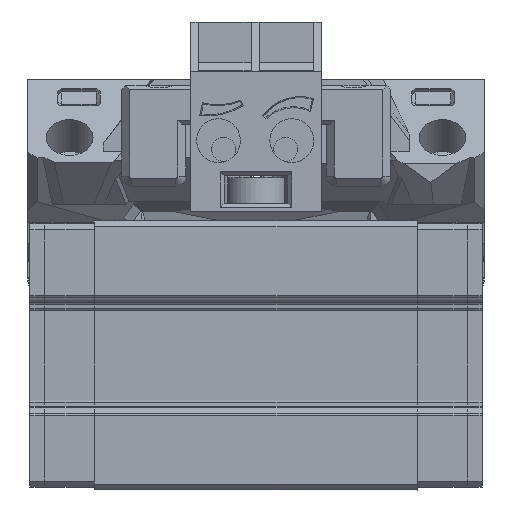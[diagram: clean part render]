
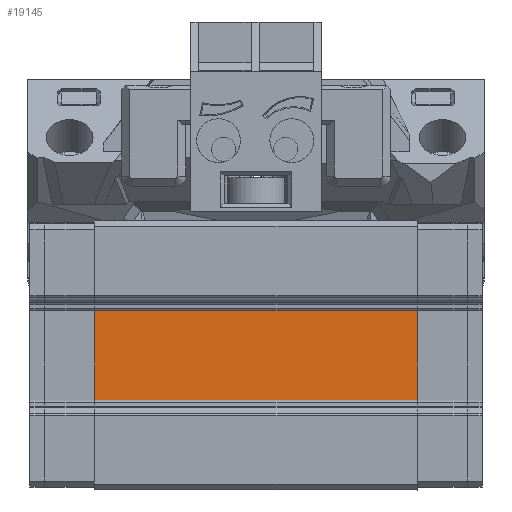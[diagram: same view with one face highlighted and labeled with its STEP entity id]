
A CAD part, front view. The second image highlights one B-rep face of the part: STEP entity #19145.
In plain terms, the highlighted face is planar.
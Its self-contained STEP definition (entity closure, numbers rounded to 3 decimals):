
#1246=PLANE('',#20713);
#2381=FACE_OUTER_BOUND('',#3645,.T.);
#3645=EDGE_LOOP('',(#16590,#16591,#16592,#16593));
#5469=LINE('',#32685,#7538);
#5525=LINE('',#32866,#7594);
#5526=LINE('',#32869,#7595);
#5527=LINE('',#32870,#7596);
#7538=VECTOR('',#24976,1.);
#7594=VECTOR('',#25170,1.);
#7595=VECTOR('',#25173,1.);
#7596=VECTOR('',#25174,1.);
#9481=VERTEX_POINT('',#32682);
#9482=VERTEX_POINT('',#32684);
#9538=VERTEX_POINT('',#32864);
#9539=VERTEX_POINT('',#32868);
#11887=EDGE_CURVE('',#9481,#9482,#5469,.T.);
#11975=EDGE_CURVE('',#9481,#9538,#5525,.T.);
#11976=EDGE_CURVE('',#9539,#9538,#5526,.T.);
#11977=EDGE_CURVE('',#9482,#9539,#5527,.T.);
#16590=ORIENTED_EDGE('',*,*,#11976,.F.);
#16591=ORIENTED_EDGE('',*,*,#11977,.F.);
#16592=ORIENTED_EDGE('',*,*,#11887,.F.);
#16593=ORIENTED_EDGE('',*,*,#11975,.T.);
#19145=ADVANCED_FACE('',(#2381),#1246,.F.);
#20713=AXIS2_PLACEMENT_3D('',#32867,#25171,#25172);
#24976=DIRECTION('',(0.,-1.,0.));
#25170=DIRECTION('',(1.,0.,0.));
#25171=DIRECTION('center_axis',(0.,0.,1.));
#25172=DIRECTION('ref_axis',(1.,0.,0.));
#25173=DIRECTION('',(0.,1.,0.));
#25174=DIRECTION('',(1.,0.,0.));
#32682=CARTESIAN_POINT('',(121.3,5.5,8.));
#32684=CARTESIAN_POINT('',(121.3,-5.5,8.));
#32685=CARTESIAN_POINT('',(121.3,-2.739,8.));
#32864=CARTESIAN_POINT('',(153.7,5.5,8.));
#32866=CARTESIAN_POINT('',(121.3,5.5,8.));
#32867=CARTESIAN_POINT('Origin',(121.3,-5.5,8.));
#32868=CARTESIAN_POINT('',(153.7,-5.5,8.));
#32869=CARTESIAN_POINT('',(153.7,-2.739,8.));
#32870=CARTESIAN_POINT('',(121.3,-5.5,8.));
